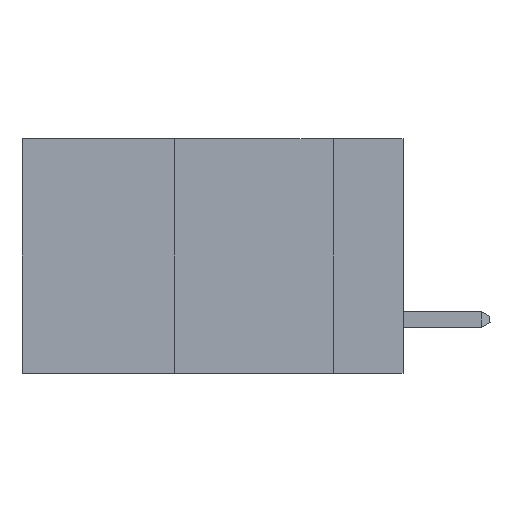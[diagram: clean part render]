
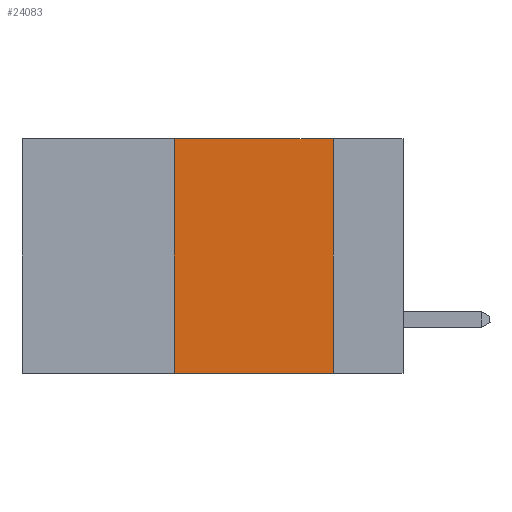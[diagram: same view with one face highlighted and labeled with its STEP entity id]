
A CAD part, left-side view. The second image highlights one B-rep face of the part: STEP entity #24083.
In plain terms, the highlighted planar face has unit normal (-1, 0, 0).
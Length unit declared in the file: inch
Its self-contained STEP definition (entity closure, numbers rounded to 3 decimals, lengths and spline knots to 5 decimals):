
#41 = ORIENTED_EDGE ( 'NONE', *, *, #17878, .F. ) ;
#3341 = VERTEX_POINT ( 'NONE', #34470 ) ;
#4440 = DIRECTION ( 'NONE',  ( 0., 0., -1. ) ) ;
#4977 = LINE ( 'NONE', #34675, #29872 ) ;
#6343 = ORIENTED_EDGE ( 'NONE', *, *, #32860, .F. ) ;
#8839 = CARTESIAN_POINT ( 'NONE',  ( 0., 0.11, 0. ) ) ;
#12018 = ORIENTED_EDGE ( 'NONE', *, *, #21220, .F. ) ;
#13198 = LINE ( 'NONE', #37729, #32115 ) ;
#16150 = CARTESIAN_POINT ( 'NONE',  ( 0., 0.6, 0. ) ) ;
#16996 = EDGE_CURVE ( 'NONE', #3341, #20029, #4977, .T. ) ;
#17741 = CARTESIAN_POINT ( 'NONE',  ( 0., 0.11, -0.37 ) ) ;
#17878 = EDGE_CURVE ( 'NONE', #20572, #45056, #13198, .T. ) ;
#17890 = AXIS2_PLACEMENT_3D ( 'NONE', #16150, #31395, #4440 ) ;
#19514 = LINE ( 'NONE', #8839, #42714 ) ;
#20029 = VERTEX_POINT ( 'NONE', #17741 ) ;
#20572 = VERTEX_POINT ( 'NONE', #45874 ) ;
#21220 = EDGE_CURVE ( 'NONE', #45056, #20029, #19514, .T. ) ;
#24083 = ADVANCED_FACE ( 'NONE', ( #40588 ), #34705, .F. ) ;
#24767 = EDGE_LOOP ( 'NONE', ( #12018, #41, #6343, #32237 ) ) ;
#29872 = VECTOR ( 'NONE', #38341, 39.37008 ) ;
#31395 = DIRECTION ( 'NONE',  ( 1., 0., 0. ) ) ;
#32115 = VECTOR ( 'NONE', #34213, 39.37008 ) ;
#32237 = ORIENTED_EDGE ( 'NONE', *, *, #16996, .T. ) ;
#32860 = EDGE_CURVE ( 'NONE', #3341, #20572, #44403, .T. ) ;
#33090 = CARTESIAN_POINT ( 'NONE',  ( 0., 0.36, 0. ) ) ;
#34213 = DIRECTION ( 'NONE',  ( 0., -1., 0. ) ) ;
#34470 = CARTESIAN_POINT ( 'NONE',  ( 0., 0.36, -0.37 ) ) ;
#34675 = CARTESIAN_POINT ( 'NONE',  ( 0., 0.6, -0.37 ) ) ;
#34705 = PLANE ( 'NONE',  #17890 ) ;
#36780 = DIRECTION ( 'NONE',  ( 0., 0., 1. ) ) ;
#37729 = CARTESIAN_POINT ( 'NONE',  ( 0., 0.6, 0. ) ) ;
#38341 = DIRECTION ( 'NONE',  ( 0., -1., 0. ) ) ;
#40588 = FACE_OUTER_BOUND ( 'NONE', #24767, .T. ) ;
#42714 = VECTOR ( 'NONE', #43136, 39.37008 ) ;
#43136 = DIRECTION ( 'NONE',  ( 0., 0., -1. ) ) ;
#44403 = LINE ( 'NONE', #33090, #44973 ) ;
#44973 = VECTOR ( 'NONE', #36780, 39.37008 ) ;
#45056 = VERTEX_POINT ( 'NONE', #48108 ) ;
#45874 = CARTESIAN_POINT ( 'NONE',  ( 0., 0.36, 0. ) ) ;
#48108 = CARTESIAN_POINT ( 'NONE',  ( 0., 0.11, 0. ) ) ;
